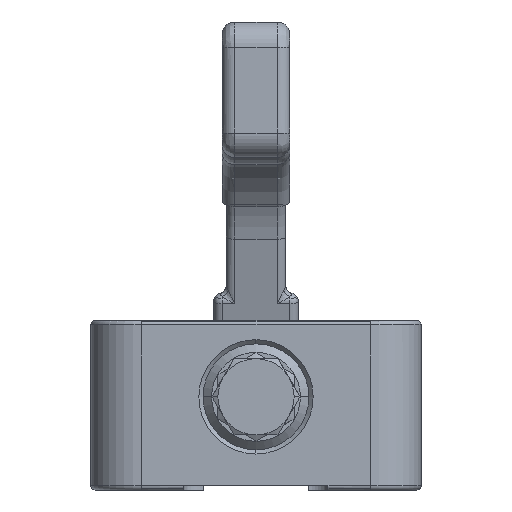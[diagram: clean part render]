
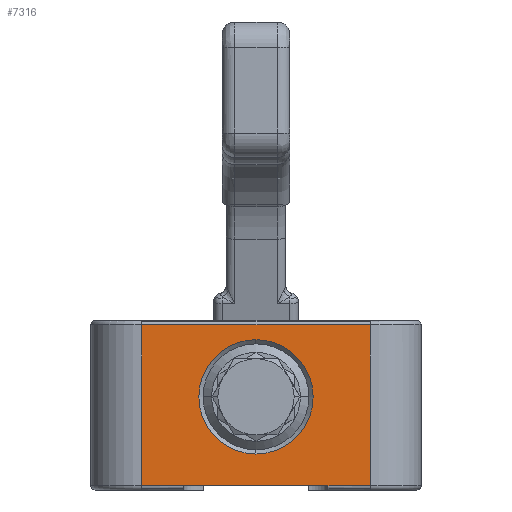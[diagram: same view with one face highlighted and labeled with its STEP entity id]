
A CAD part, left-side view. The second image highlights one B-rep face of the part: STEP entity #7316.
In plain terms, the highlighted planar face has unit normal (-1, 0, 0).
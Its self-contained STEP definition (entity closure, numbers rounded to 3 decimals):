
#7272=AXIS2_PLACEMENT_3D('Plane Axis2P3D',#7269,#7270,#7271) ;
#7284=AXIS2_PLACEMENT_3D('Circle Axis2P3D',#7282,#7283,$) ;
#7293=AXIS2_PLACEMENT_3D('Circle Axis2P3D',#7291,#7292,$) ;
#7300=AXIS2_PLACEMENT_3D('Circle Axis2P3D',#7298,#7299,$) ;
#7307=AXIS2_PLACEMENT_3D('Circle Axis2P3D',#7305,#7306,$) ;
#2649=CARTESIAN_POINT('Vertex',(-1.006,82.934,39.)) ;
#2706=CARTESIAN_POINT('Vertex',(-1.006,28.934,39.)) ;
#3333=CARTESIAN_POINT('Vertex',(-1.006,38.934,1.)) ;
#3568=CARTESIAN_POINT('Vertex',(-1.006,72.934,1.)) ;
#4349=CARTESIAN_POINT('Vertex',(-1.006,82.934,1.)) ;
#4352=CARTESIAN_POINT('Line Origine',(-1.006,82.934,0.)) ;
#5186=CARTESIAN_POINT('Line Origine',(-1.006,42.434,39.)) ;
#5217=CARTESIAN_POINT('Line Origine',(-1.006,28.934,0.)) ;
#5221=CARTESIAN_POINT('Vertex',(-1.006,28.934,1.)) ;
#6111=CARTESIAN_POINT('Line Origine',(-1.006,42.434,1.)) ;
#6133=CARTESIAN_POINT('Line Origine',(-1.006,55.934,1.)) ;
#6529=CARTESIAN_POINT('Line Origine',(-1.006,42.434,1.)) ;
#7269=CARTESIAN_POINT('Axis2P3D Location',(-1.006,28.934,0.)) ;
#7282=CARTESIAN_POINT('Axis2P3D Location',(-1.006,55.934,22.)) ;
#7286=CARTESIAN_POINT('Vertex',(-1.006,55.934,35.5)) ;
#7288=CARTESIAN_POINT('Vertex',(-1.006,69.434,22.)) ;
#7291=CARTESIAN_POINT('Axis2P3D Location',(-1.006,55.934,22.)) ;
#7295=CARTESIAN_POINT('Vertex',(-1.006,42.434,22.)) ;
#7298=CARTESIAN_POINT('Axis2P3D Location',(-1.006,55.934,22.)) ;
#7302=CARTESIAN_POINT('Vertex',(-1.006,55.934,8.5)) ;
#7305=CARTESIAN_POINT('Axis2P3D Location',(-1.006,55.934,22.)) ;
#4353=DIRECTION('Vector Direction',(0.,0.,1.)) ;
#5187=DIRECTION('Vector Direction',(0.,1.,0.)) ;
#5218=DIRECTION('Vector Direction',(0.,0.,1.)) ;
#6112=DIRECTION('Vector Direction',(0.,-1.,0.)) ;
#6134=DIRECTION('Vector Direction',(0.,-1.,0.)) ;
#6530=DIRECTION('Vector Direction',(0.,-1.,0.)) ;
#7270=DIRECTION('Axis2P3D Direction',(-1.,0.,0.)) ;
#7271=DIRECTION('Axis2P3D XDirection',(0.,0.,1.)) ;
#7283=DIRECTION('Axis2P3D Direction',(-1.,0.,0.)) ;
#7292=DIRECTION('Axis2P3D Direction',(-1.,0.,0.)) ;
#7299=DIRECTION('Axis2P3D Direction',(-1.,0.,0.)) ;
#7306=DIRECTION('Axis2P3D Direction',(-1.,0.,0.)) ;
#4354=VECTOR('Line Direction',#4353,1.) ;
#5188=VECTOR('Line Direction',#5187,1.) ;
#5219=VECTOR('Line Direction',#5218,1.) ;
#6113=VECTOR('Line Direction',#6112,1.) ;
#6135=VECTOR('Line Direction',#6134,1.) ;
#6531=VECTOR('Line Direction',#6530,1.) ;
#7275=ORIENTED_EDGE('',*,*,#6533,.F.) ;
#7276=ORIENTED_EDGE('',*,*,#6137,.T.) ;
#7277=ORIENTED_EDGE('',*,*,#6115,.F.) ;
#7278=ORIENTED_EDGE('',*,*,#5223,.T.) ;
#7279=ORIENTED_EDGE('',*,*,#5190,.F.) ;
#7280=ORIENTED_EDGE('',*,*,#4356,.F.) ;
#7311=ORIENTED_EDGE('',*,*,#7290,.F.) ;
#7312=ORIENTED_EDGE('',*,*,#7297,.F.) ;
#7313=ORIENTED_EDGE('',*,*,#7304,.F.) ;
#7314=ORIENTED_EDGE('',*,*,#7309,.F.) ;
#7315=FACE_BOUND('',#7310,.T.) ;
#7316=ADVANCED_FACE('SCHUBSTANGENSPANNER_TS_P_2500_357889',(#7281,#7315),#7273,.T.) ;
#7285=CIRCLE('generated circle',#7284,13.5) ;
#7294=CIRCLE('generated circle',#7293,13.5) ;
#7301=CIRCLE('generated circle',#7300,13.5) ;
#7308=CIRCLE('generated circle',#7307,13.5) ;
#4356=EDGE_CURVE('',#4350,#2650,#4355,.T.) ;
#5190=EDGE_CURVE('',#2650,#2707,#5189,.F.) ;
#5223=EDGE_CURVE('',#5222,#2707,#5220,.T.) ;
#6115=EDGE_CURVE('',#5222,#3334,#6114,.F.) ;
#6137=EDGE_CURVE('',#3569,#3334,#6136,.T.) ;
#6533=EDGE_CURVE('',#3569,#4350,#6532,.F.) ;
#7290=EDGE_CURVE('',#7287,#7289,#7285,.T.) ;
#7297=EDGE_CURVE('',#7296,#7287,#7294,.T.) ;
#7304=EDGE_CURVE('',#7303,#7296,#7301,.T.) ;
#7309=EDGE_CURVE('',#7289,#7303,#7308,.T.) ;
#7274=EDGE_LOOP('',(#7275,#7276,#7277,#7278,#7279,#7280)) ;
#7310=EDGE_LOOP('',(#7311,#7312,#7313,#7314)) ;
#7281=FACE_OUTER_BOUND('',#7274,.T.) ;
#4355=LINE('Line',#4352,#4354) ;
#5189=LINE('Line',#5186,#5188) ;
#5220=LINE('Line',#5217,#5219) ;
#6114=LINE('Line',#6111,#6113) ;
#6136=LINE('Line',#6133,#6135) ;
#6532=LINE('Line',#6529,#6531) ;
#7273=PLANE('Plane',#7272) ;
#2650=VERTEX_POINT('',#2649) ;
#2707=VERTEX_POINT('',#2706) ;
#3334=VERTEX_POINT('',#3333) ;
#3569=VERTEX_POINT('',#3568) ;
#4350=VERTEX_POINT('',#4349) ;
#5222=VERTEX_POINT('',#5221) ;
#7287=VERTEX_POINT('',#7286) ;
#7289=VERTEX_POINT('',#7288) ;
#7296=VERTEX_POINT('',#7295) ;
#7303=VERTEX_POINT('',#7302) ;
